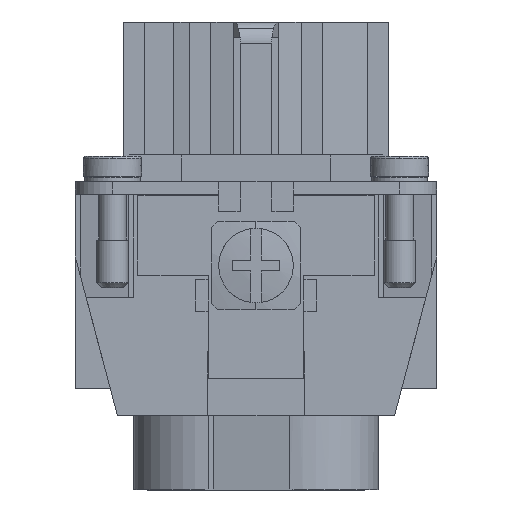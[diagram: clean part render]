
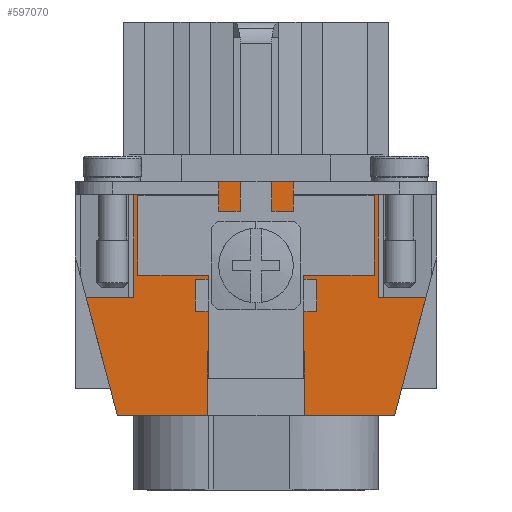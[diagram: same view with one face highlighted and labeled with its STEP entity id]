
A CAD part, left-side view. The second image highlights one B-rep face of the part: STEP entity #597070.
In plain terms, the highlighted planar face has unit normal (-1, 0, 0).
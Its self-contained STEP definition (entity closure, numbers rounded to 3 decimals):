
#263490=CARTESIAN_POINT('',(-45.,15.967,8.6));
#263500=VERTEX_POINT('',#263490);
#263530=CARTESIAN_POINT('',(-45.,15.967,8.6));
#263540=DIRECTION('',(0.,-0.256,
-0.967));
#263550=VECTOR('',#263540,11.483);
#263560=LINE('',#263530,#263550);
#263570=CARTESIAN_POINT('',(-45.,13.026,-2.5));
#263580=VERTEX_POINT('',#263570);
#263590=EDGE_CURVE('',#263500,#263580,#263560,.T.);
#300150=CARTESIAN_POINT('',(-45.,-13.026,-2.5));
#300160=VERTEX_POINT('',#300150);
#300190=CARTESIAN_POINT('',(-45.,-13.026,-2.5));
#300200=DIRECTION('',(0.,-0.256,0.967)
);
#300210=VECTOR('',#300200,11.483);
#300220=LINE('',#300190,#300210);
#300230=CARTESIAN_POINT('',(-45.,-15.967,8.6));
#300240=VERTEX_POINT('',#300230);
#300250=EDGE_CURVE('',#300160,#300240,#300220,.T.);
#362690=CARTESIAN_POINT('',(-45.,13.026,-2.5));
#362700=DIRECTION('',(0.,-1.,0.));
#362710=VECTOR('',#362700,8.476);
#362720=LINE('',#362690,#362710);
#362730=CARTESIAN_POINT('',(-45.,4.55,-2.5));
#362740=VERTEX_POINT('',#362730);
#362750=EDGE_CURVE('',#263580,#362740,#362720,.T.);
#363290=CARTESIAN_POINT('',(-45.,-4.55,-2.5));
#363300=VERTEX_POINT('',#363290);
#363330=CARTESIAN_POINT('',(-45.,-4.55,-2.5));
#363340=DIRECTION('',(0.,-1.,0.));
#363350=VECTOR('',#363340,8.476);
#363360=LINE('',#363330,#363350);
#363370=EDGE_CURVE('',#363300,#300160,#363360,.T.);
#576750=CARTESIAN_POINT('',(-45.,11.5,19.5));
#576760=VERTEX_POINT('',#576750);
#577160=CARTESIAN_POINT('',(-45.,-11.5,19.5));
#577170=VERTEX_POINT('',#577160);
#577200=CARTESIAN_POINT('',(-45.,-11.5,19.5));
#577210=DIRECTION('',(0.,1.,0.));
#577220=VECTOR('',#577210,23.);
#577230=LINE('',#577200,#577220);
#577240=EDGE_CURVE('',#577170,#576760,#577230,.T.);
#595930=CARTESIAN_POINT('',(-45.,11.5,8.6));
#595940=VERTEX_POINT('',#595930);
#595970=CARTESIAN_POINT('',(-45.,11.5,8.6));
#595980=DIRECTION('',(0.,1.,0.));
#595990=VECTOR('',#595980,4.467);
#596000=LINE('',#595970,#595990);
#596010=EDGE_CURVE('',#595940,#263500,#596000,.T.);
#596520=CARTESIAN_POINT('',(-45.,-17.,0.));
#596530=DIRECTION('',(-1.,0.,0.));
#596540=DIRECTION('',(0.,0.,1.));
#596550=AXIS2_PLACEMENT_3D('',#596520,#596530,#596540);
#596560=PLANE('',#596550);
#596570=ORIENTED_EDGE('',*,*,#596010,.T.);
#596580=CARTESIAN_POINT('',(-45.,11.5,19.5));
#596590=DIRECTION('',(0.,0.,-1.));
#596600=VECTOR('',#596590,10.9);
#596610=LINE('',#596580,#596600);
#596620=EDGE_CURVE('',#576760,#595940,#596610,.T.);
#596630=ORIENTED_EDGE('',*,*,#596620,.T.);
#596640=ORIENTED_EDGE('',*,*,#577240,.T.);
#596650=CARTESIAN_POINT('',(-45.,-11.5,8.6));
#596660=DIRECTION('',(0.,0.,1.));
#596670=VECTOR('',#596660,10.9);
#596680=LINE('',#596650,#596670);
#596690=CARTESIAN_POINT('',(-45.,-11.5,8.6));
#596700=VERTEX_POINT('',#596690);
#596710=EDGE_CURVE('',#596700,#577170,#596680,.T.);
#596720=ORIENTED_EDGE('',*,*,#596710,.T.);
#596730=CARTESIAN_POINT('',(-45.,-15.967,8.6));
#596740=DIRECTION('',(0.,1.,0.));
#596750=VECTOR('',#596740,4.467);
#596760=LINE('',#596730,#596750);
#596770=EDGE_CURVE('',#300240,#596700,#596760,.T.);
#596780=ORIENTED_EDGE('',*,*,#596770,.T.);
#596790=ORIENTED_EDGE('',*,*,#300250,.T.);
#596800=ORIENTED_EDGE('',*,*,#363370,.T.);
#596810=CARTESIAN_POINT('',(-45.,-4.55,3.5));
#596820=DIRECTION('',(0.,0.,-1.));
#596830=VECTOR('',#596820,6.);
#596840=LINE('',#596810,#596830);
#596850=CARTESIAN_POINT('',(-45.,-4.55,3.5));
#596860=VERTEX_POINT('',#596850);
#596870=EDGE_CURVE('',#596860,#363300,#596840,.T.);
#596880=ORIENTED_EDGE('',*,*,#596870,.T.);
#596890=CARTESIAN_POINT('',(-45.,4.55,3.5));
#596900=DIRECTION('',(0.,-1.,0.));
#596910=VECTOR('',#596900,9.1);
#596920=LINE('',#596890,#596910);
#596930=CARTESIAN_POINT('',(-45.,4.55,3.5));
#596940=VERTEX_POINT('',#596930);
#596950=EDGE_CURVE('',#596940,#596860,#596920,.T.);
#596960=ORIENTED_EDGE('',*,*,#596950,.T.);
#596970=CARTESIAN_POINT('',(-45.,4.55,-2.5));
#596980=DIRECTION('',(0.,0.,1.));
#596990=VECTOR('',#596980,6.);
#597000=LINE('',#596970,#596990);
#597010=EDGE_CURVE('',#362740,#596940,#597000,.T.);
#597020=ORIENTED_EDGE('',*,*,#597010,.T.);
#597030=ORIENTED_EDGE('',*,*,#362750,.T.);
#597040=ORIENTED_EDGE('',*,*,#263590,.T.);
#597050=EDGE_LOOP('',(#597040,#597030,#597020,#596960,#596880,#596800,
#596790,#596780,#596720,#596640,#596630,#596570));
#597060=FACE_OUTER_BOUND('',#597050,.T.);
#597070=ADVANCED_FACE('',(#597060),#596560,.T.);
